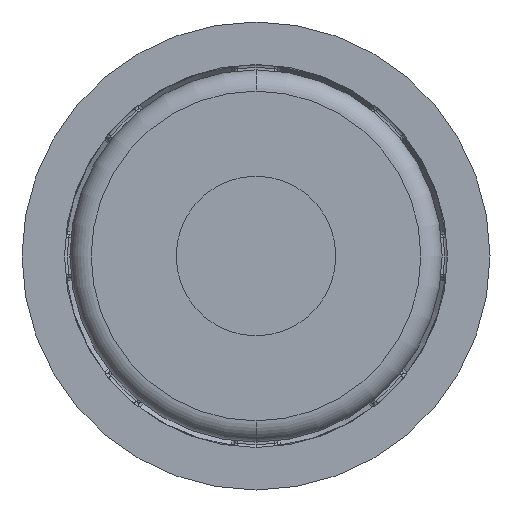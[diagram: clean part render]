
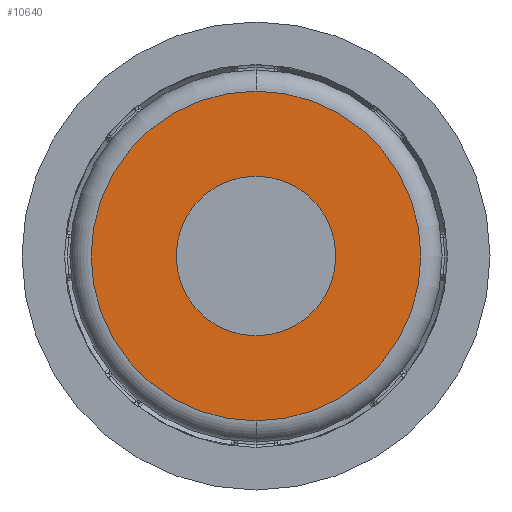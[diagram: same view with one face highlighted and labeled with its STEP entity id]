
A CAD part, front view. The second image highlights one B-rep face of the part: STEP entity #10640.
In plain terms, the highlighted planar face has unit normal (0, -1, 0).
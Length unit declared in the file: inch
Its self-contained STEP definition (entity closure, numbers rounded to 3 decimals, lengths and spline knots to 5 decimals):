
#302 = CARTESIAN_POINT ( 'NONE',  ( 0.68218, 0.1865, 0.85472 ) ) ;
#562 = CARTESIAN_POINT ( 'NONE',  ( 0.68218, 0.1865, 1.16968 ) ) ;
#2063 = ORIENTED_EDGE ( 'NONE', *, *, #2338, .F. ) ;
#2168 = AXIS2_PLACEMENT_3D ( 'NONE', #4741, #13901, #6076 ) ;
#2338 = EDGE_CURVE ( 'NONE', #13210, #14886, #15910, .T. ) ;
#2542 = ORIENTED_EDGE ( 'NONE', *, *, #6959, .T. ) ;
#2589 = DIRECTION ( 'NONE',  ( 0., 1., 0. ) ) ;
#2786 = DIRECTION ( 'NONE',  ( 0., 1., 0. ) ) ;
#3105 = DIRECTION ( 'NONE',  ( 0., 0., -1. ) ) ;
#4362 = PLANE ( 'NONE',  #11757 ) ;
#4741 = CARTESIAN_POINT ( 'NONE',  ( 0.68218, 0.1865, 1.46496 ) ) ;
#5593 = ORIENTED_EDGE ( 'NONE', *, *, #16545, .F. ) ;
#5991 = CIRCLE ( 'NONE', #16377, 0.29528 ) ;
#6076 = DIRECTION ( 'NONE',  ( 0., 0., 1. ) ) ;
#6873 = AXIS2_PLACEMENT_3D ( 'NONE', #7343, #16457, #8648 ) ;
#6959 = EDGE_CURVE ( 'NONE', #12870, #8035, #8645, .T. ) ;
#7343 = CARTESIAN_POINT ( 'NONE',  ( 0.68218, 0.1865, 1.46496 ) ) ;
#7751 = EDGE_CURVE ( 'NONE', #8035, #12870, #5991, .T. ) ;
#8035 = VERTEX_POINT ( 'NONE', #11591 ) ;
#8632 = CARTESIAN_POINT ( 'NONE',  ( 0.68218, 0.1865, 2.07519 ) ) ;
#8645 = CIRCLE ( 'NONE', #2168, 0.29528 ) ;
#8648 = DIRECTION ( 'NONE',  ( 0., 0., -1. ) ) ;
#9406 = EDGE_LOOP ( 'NONE', ( #14550, #2542 ) ) ;
#9492 = FACE_OUTER_BOUND ( 'NONE', #12866, .T. ) ;
#10404 = CARTESIAN_POINT ( 'NONE',  ( 0.68218, 0.1865, 1.46496 ) ) ;
#10606 = CARTESIAN_POINT ( 'NONE',  ( 0.68218, 0.1865, 1.46496 ) ) ;
#10640 = ADVANCED_FACE ( 'NONE', ( #12992, #9492 ), #4362, .T. ) ;
#10939 = DIRECTION ( 'NONE',  ( 0., -1., 0. ) ) ;
#11591 = CARTESIAN_POINT ( 'NONE',  ( 0.68218, 0.1865, 1.76023 ) ) ;
#11718 = DIRECTION ( 'NONE',  ( 0., 0., -1. ) ) ;
#11757 = AXIS2_PLACEMENT_3D ( 'NONE', #16115, #10939, #3105 ) ;
#11922 = DIRECTION ( 'NONE',  ( 0., 0., 1. ) ) ;
#12866 = EDGE_LOOP ( 'NONE', ( #2063, #5593 ) ) ;
#12870 = VERTEX_POINT ( 'NONE', #562 ) ;
#12992 = FACE_BOUND ( 'NONE', #9406, .T. ) ;
#13081 = CIRCLE ( 'NONE', #6873, 0.61024 ) ;
#13210 = VERTEX_POINT ( 'NONE', #302 ) ;
#13901 = DIRECTION ( 'NONE',  ( 0., 1., 0. ) ) ;
#14550 = ORIENTED_EDGE ( 'NONE', *, *, #7751, .T. ) ;
#14886 = VERTEX_POINT ( 'NONE', #8632 ) ;
#15334 = AXIS2_PLACEMENT_3D ( 'NONE', #10404, #2589, #11718 ) ;
#15910 = CIRCLE ( 'NONE', #15334, 0.61024 ) ;
#16115 = CARTESIAN_POINT ( 'NONE',  ( 0.97746, 0.1865, 1.46496 ) ) ;
#16377 = AXIS2_PLACEMENT_3D ( 'NONE', #10606, #2786, #11922 ) ;
#16457 = DIRECTION ( 'NONE',  ( 0., 1., 0. ) ) ;
#16545 = EDGE_CURVE ( 'NONE', #14886, #13210, #13081, .T. ) ;
